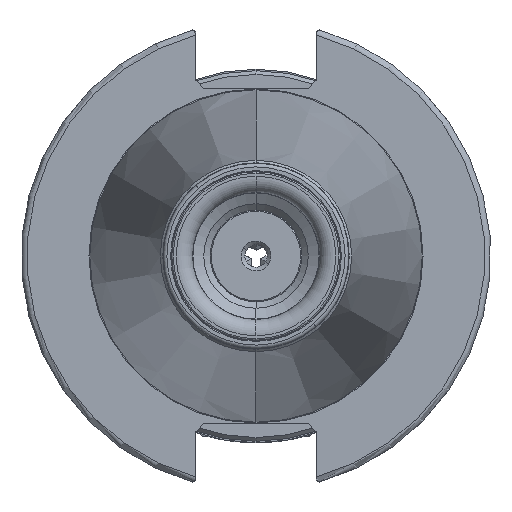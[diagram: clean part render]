
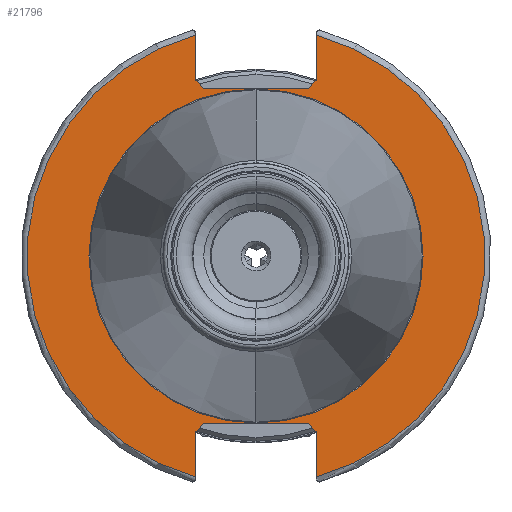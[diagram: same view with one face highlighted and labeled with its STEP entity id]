
A CAD part, front view. The second image highlights one B-rep face of the part: STEP entity #21796.
In plain terms, the highlighted face is planar.
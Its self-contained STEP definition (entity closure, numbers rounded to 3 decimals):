
#380 = VERTEX_POINT ( 'NONE', #12310 ) ;
#839 = ORIENTED_EDGE ( 'NONE', *, *, #26018, .T. ) ;
#946 = CIRCLE ( 'NONE', #34695, 30.7 ) ;
#1706 = VERTEX_POINT ( 'NONE', #23413 ) ;
#2125 = CARTESIAN_POINT ( 'NONE',  ( 8.05, 23.6, -29.626 ) ) ;
#2830 = EDGE_CURVE ( 'NONE', #9170, #20388, #28070, .T. ) ;
#3001 = EDGE_CURVE ( 'NONE', #31229, #24080, #28974, .T. ) ;
#4107 = ORIENTED_EDGE ( 'NONE', *, *, #31059, .F. ) ;
#4221 = LINE ( 'NONE', #35364, #31739 ) ;
#4365 = EDGE_CURVE ( 'NONE', #16258, #8229, #946, .T. ) ;
#4437 = AXIS2_PLACEMENT_3D ( 'NONE', #22997, #11154, #28892 ) ;
#4621 = DIRECTION ( 'NONE',  ( 0., 0., 1. ) ) ;
#4915 = CARTESIAN_POINT ( 'NONE',  ( -8.05, 23.6, 0. ) ) ;
#5105 = VERTEX_POINT ( 'NONE', #14760 ) ;
#5501 = DIRECTION ( 'NONE',  ( 0., 0., -1. ) ) ;
#5695 = VECTOR ( 'NONE', #37730, 1000. ) ;
#6276 = EDGE_CURVE ( 'NONE', #7380, #1706, #35677, .T. ) ;
#6343 = CARTESIAN_POINT ( 'NONE',  ( -8.05, 23.6, 29.626 ) ) ;
#6422 = DIRECTION ( 'NONE',  ( 0., 0., -1. ) ) ;
#6594 = ORIENTED_EDGE ( 'NONE', *, *, #6276, .T. ) ;
#6792 = VECTOR ( 'NONE', #38145, 1000. ) ;
#6937 = CARTESIAN_POINT ( 'NONE',  ( 8.05, 23.6, 29.626 ) ) ;
#7380 = VERTEX_POINT ( 'NONE', #21983 ) ;
#8049 = DIRECTION ( 'NONE',  ( 0., 1., 0. ) ) ;
#8229 = VERTEX_POINT ( 'NONE', #6343 ) ;
#8259 = VECTOR ( 'NONE', #8872, 1000. ) ;
#8872 = DIRECTION ( 'NONE',  ( 0., 0., 1. ) ) ;
#9170 = VERTEX_POINT ( 'NONE', #19964 ) ;
#10401 = DIRECTION ( 'NONE',  ( 0., 0., -1. ) ) ;
#10522 = CARTESIAN_POINT ( 'NONE',  ( 8.05, 23.6, 0. ) ) ;
#11006 = PLANE ( 'NONE',  #11015 ) ;
#11015 = AXIS2_PLACEMENT_3D ( 'NONE', #35286, #8049, #31901 ) ;
#11154 = DIRECTION ( 'NONE',  ( 0., -1., 0. ) ) ;
#11450 = LINE ( 'NONE', #4915, #6792 ) ;
#12210 = LINE ( 'NONE', #10522, #36990 ) ;
#12252 = DIRECTION ( 'NONE',  ( -0.707, 0., -0.707 ) ) ;
#12310 = CARTESIAN_POINT ( 'NONE',  ( -7.05, 23.6, 22.5 ) ) ;
#12797 = DIRECTION ( 'NONE',  ( 0.707, 0., -0.707 ) ) ;
#13176 = VERTEX_POINT ( 'NONE', #36381 ) ;
#13792 = ORIENTED_EDGE ( 'NONE', *, *, #36524, .T. ) ;
#14300 = VECTOR ( 'NONE', #16795, 1000. ) ;
#14405 = ORIENTED_EDGE ( 'NONE', *, *, #33963, .T. ) ;
#14713 = EDGE_CURVE ( 'NONE', #380, #9170, #23529, .T. ) ;
#14760 = CARTESIAN_POINT ( 'NONE',  ( 0., 23.6, 22.4 ) ) ;
#15516 = CARTESIAN_POINT ( 'NONE',  ( 0., 23.6, 0. ) ) ;
#15673 = DIRECTION ( 'NONE',  ( 1., 0., 0. ) ) ;
#15711 = CIRCLE ( 'NONE', #34125, 22.4 ) ;
#16258 = VERTEX_POINT ( 'NONE', #26819 ) ;
#16795 = DIRECTION ( 'NONE',  ( -1., 0., 0. ) ) ;
#16825 = CARTESIAN_POINT ( 'NONE',  ( 7.05, 23.6, 22.5 ) ) ;
#16850 = CARTESIAN_POINT ( 'NONE',  ( 0., 23.6, 0. ) ) ;
#17108 = FACE_BOUND ( 'NONE', #19350, .T. ) ;
#17515 = CIRCLE ( 'NONE', #4437, 22.4 ) ;
#18224 = CARTESIAN_POINT ( 'NONE',  ( -7.05, 23.6, -22.5 ) ) ;
#18368 = DIRECTION ( 'NONE',  ( 0., -1., 0. ) ) ;
#18813 = ORIENTED_EDGE ( 'NONE', *, *, #36508, .T. ) ;
#19145 = ORIENTED_EDGE ( 'NONE', *, *, #19210, .F. ) ;
#19169 = DIRECTION ( 'NONE',  ( 0., 1., 0. ) ) ;
#19210 = EDGE_CURVE ( 'NONE', #7380, #36758, #4221, .T. ) ;
#19287 = CARTESIAN_POINT ( 'NONE',  ( 8.05, 23.6, 23.5 ) ) ;
#19350 = EDGE_LOOP ( 'NONE', ( #18813, #839 ) ) ;
#19813 = CARTESIAN_POINT ( 'NONE',  ( 7.05, 23.6, -22.5 ) ) ;
#19842 = ORIENTED_EDGE ( 'NONE', *, *, #37456, .F. ) ;
#19886 = EDGE_LOOP ( 'NONE', ( #4107, #14405, #19145, #6594, #24497, #29395, #35418, #32960, #19842, #13792, #21087, #36276 ) ) ;
#19964 = CARTESIAN_POINT ( 'NONE',  ( 7.05, 23.6, 22.5 ) ) ;
#20248 = CARTESIAN_POINT ( 'NONE',  ( 0., 23.6, -22.4 ) ) ;
#20388 = VERTEX_POINT ( 'NONE', #19287 ) ;
#21087 = ORIENTED_EDGE ( 'NONE', *, *, #14713, .T. ) ;
#21796 = ADVANCED_FACE ( 'NONE', ( #25060, #17108 ), #11006, .T. ) ;
#21983 = CARTESIAN_POINT ( 'NONE',  ( 8.05, 23.6, -23.5 ) ) ;
#22769 = EDGE_CURVE ( 'NONE', #1706, #31229, #30150, .T. ) ;
#22961 = EDGE_CURVE ( 'NONE', #16258, #24080, #23585, .T. ) ;
#22997 = CARTESIAN_POINT ( 'NONE',  ( 0., 23.6, 0. ) ) ;
#23413 = CARTESIAN_POINT ( 'NONE',  ( 7.05, 23.6, -22.5 ) ) ;
#23529 = LINE ( 'NONE', #30157, #34320 ) ;
#23585 = LINE ( 'NONE', #26693, #8259 ) ;
#24080 = VERTEX_POINT ( 'NONE', #35792 ) ;
#24497 = ORIENTED_EDGE ( 'NONE', *, *, #22769, .T. ) ;
#25060 = FACE_OUTER_BOUND ( 'NONE', #19886, .T. ) ;
#26018 = EDGE_CURVE ( 'NONE', #5105, #29734, #17515, .T. ) ;
#26089 = DIRECTION ( 'NONE',  ( 0., 0., 1. ) ) ;
#26693 = CARTESIAN_POINT ( 'NONE',  ( -8.05, 23.6, 0. ) ) ;
#26819 = CARTESIAN_POINT ( 'NONE',  ( -8.05, 23.6, -29.626 ) ) ;
#28070 = LINE ( 'NONE', #16825, #5695 ) ;
#28407 = CIRCLE ( 'NONE', #33084, 30.7 ) ;
#28459 = VERTEX_POINT ( 'NONE', #6937 ) ;
#28892 = DIRECTION ( 'NONE',  ( 0., 0., -1. ) ) ;
#28974 = LINE ( 'NONE', #18224, #31317 ) ;
#29395 = ORIENTED_EDGE ( 'NONE', *, *, #3001, .T. ) ;
#29734 = VERTEX_POINT ( 'NONE', #20248 ) ;
#30150 = LINE ( 'NONE', #31945, #14300 ) ;
#30157 = CARTESIAN_POINT ( 'NONE',  ( 0., 23.6, 22.5 ) ) ;
#30659 = VECTOR ( 'NONE', #12797, 1000. ) ;
#31059 = EDGE_CURVE ( 'NONE', #28459, #20388, #12210, .T. ) ;
#31228 = DIRECTION ( 'NONE',  ( -0.707, 0., 0.707 ) ) ;
#31229 = VERTEX_POINT ( 'NONE', #37927 ) ;
#31317 = VECTOR ( 'NONE', #12252, 1000. ) ;
#31739 = VECTOR ( 'NONE', #5501, 1000. ) ;
#31901 = DIRECTION ( 'NONE',  ( 0., 0., 1. ) ) ;
#31945 = CARTESIAN_POINT ( 'NONE',  ( 0., 23.6, -22.5 ) ) ;
#32055 = LINE ( 'NONE', #33811, #30659 ) ;
#32389 = VECTOR ( 'NONE', #31228, 1000. ) ;
#32960 = ORIENTED_EDGE ( 'NONE', *, *, #4365, .T. ) ;
#33084 = AXIS2_PLACEMENT_3D ( 'NONE', #16850, #38118, #26089 ) ;
#33811 = CARTESIAN_POINT ( 'NONE',  ( -7.05, 23.6, 22.5 ) ) ;
#33963 = EDGE_CURVE ( 'NONE', #28459, #36758, #28407, .T. ) ;
#33986 = CARTESIAN_POINT ( 'NONE',  ( 0., 23.6, 0. ) ) ;
#34125 = AXIS2_PLACEMENT_3D ( 'NONE', #15516, #18368, #6422 ) ;
#34320 = VECTOR ( 'NONE', #15673, 1000. ) ;
#34695 = AXIS2_PLACEMENT_3D ( 'NONE', #33986, #19169, #4621 ) ;
#35286 = CARTESIAN_POINT ( 'NONE',  ( 0., 23.6, 0. ) ) ;
#35364 = CARTESIAN_POINT ( 'NONE',  ( 8.05, 23.6, 0. ) ) ;
#35418 = ORIENTED_EDGE ( 'NONE', *, *, #22961, .F. ) ;
#35677 = LINE ( 'NONE', #19813, #32389 ) ;
#35792 = CARTESIAN_POINT ( 'NONE',  ( -8.05, 23.6, -23.5 ) ) ;
#36276 = ORIENTED_EDGE ( 'NONE', *, *, #2830, .T. ) ;
#36381 = CARTESIAN_POINT ( 'NONE',  ( -8.05, 23.6, 23.5 ) ) ;
#36508 = EDGE_CURVE ( 'NONE', #29734, #5105, #15711, .T. ) ;
#36524 = EDGE_CURVE ( 'NONE', #13176, #380, #32055, .T. ) ;
#36758 = VERTEX_POINT ( 'NONE', #2125 ) ;
#36990 = VECTOR ( 'NONE', #10401, 1000. ) ;
#37456 = EDGE_CURVE ( 'NONE', #13176, #8229, #11450, .T. ) ;
#37730 = DIRECTION ( 'NONE',  ( 0.707, 0., 0.707 ) ) ;
#37927 = CARTESIAN_POINT ( 'NONE',  ( -7.05, 23.6, -22.5 ) ) ;
#38118 = DIRECTION ( 'NONE',  ( 0., 1., 0. ) ) ;
#38145 = DIRECTION ( 'NONE',  ( 0., 0., 1. ) ) ;
